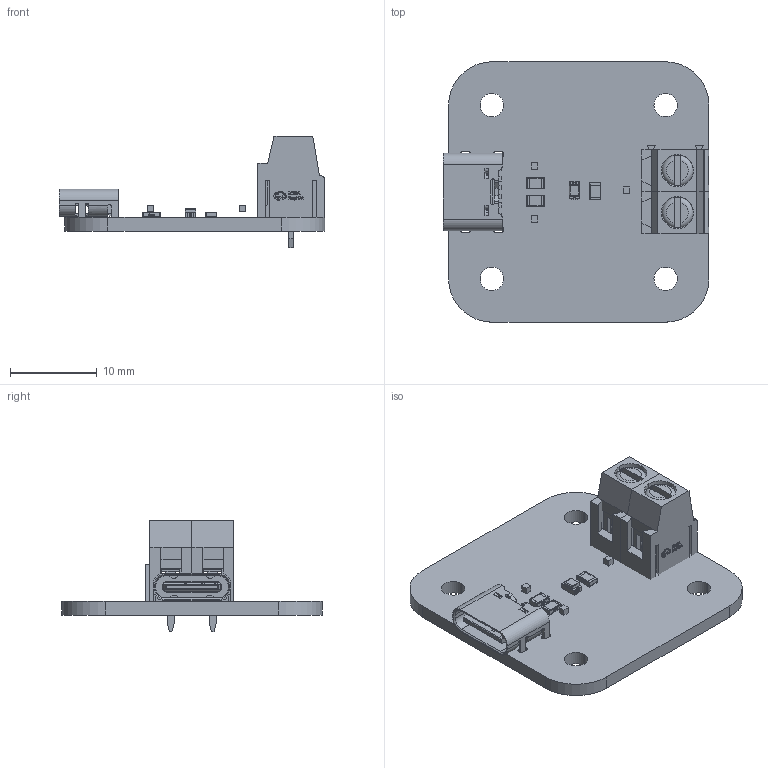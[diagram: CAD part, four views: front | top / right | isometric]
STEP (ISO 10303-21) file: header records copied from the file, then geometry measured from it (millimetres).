
FILE_DESCRIPTION(('Designed by EasyEDA Pro'),'2;1');
FILE_NAME('Open CASCADE Shape Model','2025-03-15T19:34:07',('Author'),( 'Open CASCADE'),'Open CASCADE STEP processor 7.8','Open CASCADE 7.8' ,'Unknown');
FILE_SCHEMA(('AUTOMOTIVE_DESIGN { 1 0 10303 214 1 1 1 1 }'));
Length unit declared in the file: millimetre
Products named in the file (20): EasyEDA PCB Model~PCB1~XHUD; Board~XHUD; TopTrack~XHUD; BottomTrack~XHUD; Top FPC Stiffener~XHUD; Bot FPC Stiffener~XHUD; C1~C0805~C0805_L2.0-W1.3-H1.3~XHUD; C0805~C0805_L2.0-W1.3-H1.3~XHUD; C2~C0805~C0805_L2.0-W1.3-H1.3~XHUD; C3~C0805~C0805_L2.0-W1.3-H1.3~XHUD; R2~R0805~R0805_L2.0-W1.3-H0.6~XHUD; R0805~R0805_L2.0-W1.3-H0.6~XHUD; R3~R0805~R0805_L2.0-W1.3-H0.6~XHUD; R1~R0805~R0805_L2.0-W1.3-H0.6~XHUD; LED1~LED0805-R-RD~LED0805-RD~XHUD; LED0805-R-RD~LED0805-RD~XHUD; J1~TYPE-C-SMD_TYPE-C-6P_5~TYPE-C-SMD_TYPE-C-6P_5~XHUD; TYPE-C-SMD_TYPE-C-6P_5~TYPE-C-SMD_TYPE-C-6P_5~XHUD; J2~CONN-TH_2P-P5.08_1729128~CONN-TH_2P-P5.08_1729128~XHUD; CONN-TH_2P-P5.08_1729128~CONN-TH_2P-P5.08_1729128~XHUD
Assembly tree (23 placements, depth 3):
  EasyEDA PCB Model~PCB1~XHUD
    Board~XHUD
    TopTrack~XHUD
    BottomTrack~XHUD
    Top FPC Stiffener~XHUD
    Bot FPC Stiffener~XHUD
    C1~C0805~C0805_L2.0-W1.3-H1.3~XHUD
      C0805~C0805_L2.0-W1.3-H1.3~XHUD
    C2~C0805~C0805_L2.0-W1.3-H1.3~XHUD
      C0805~C0805_L2.0-W1.3-H1.3~XHUD
    C3~C0805~C0805_L2.0-W1.3-H1.3~XHUD
      C0805~C0805_L2.0-W1.3-H1.3~XHUD
    R2~R0805~R0805_L2.0-W1.3-H0.6~XHUD
      R0805~R0805_L2.0-W1.3-H0.6~XHUD
    R3~R0805~R0805_L2.0-W1.3-H0.6~XHUD
      R0805~R0805_L2.0-W1.3-H0.6~XHUD
    R1~R0805~R0805_L2.0-W1.3-H0.6~XHUD
      R0805~R0805_L2.0-W1.3-H0.6~XHUD
    LED1~LED0805-R-RD~LED0805-RD~XHUD
      LED0805-R-RD~LED0805-RD~XHUD
    J1~TYPE-C-SMD_TYPE-C-6P_5~TYPE-C-SMD_TYPE-C-6P_5~XHUD
      TYPE-C-SMD_TYPE-C-6P_5~TYPE-C-SMD_TYPE-C-6P_5~XHUD
    J2~CONN-TH_2P-P5.08_1729128~CONN-TH_2P-P5.08_1729128~XHUD
      CONN-TH_2P-P5.08_1729128~CONN-TH_2P-P5.08_1729128~XHUD
Bounding box: 30.62 x 29.97 x 12.85 mm (x, y, z)
Volume: 1887.4 mm3; surface area: 3830.6 mm2
Topology: 50 solids, 52 shells, 2613 faces, 6980 edges, 4562 vertices
Faces by surface type: plane 1696, bspline 638, cylinder 233, torus 24, cone 22
Full cylindrical faces by diameter (mm): 0.9 x1
Entity records: 69023 total; most frequent: CARTESIAN_POINT 19617, ORIENTED_EDGE 10974, DIRECTION 8255, EDGE_CURVE 5487, LINE 4005, VECTOR 4005, VERTEX_POINT 3574, FACE_BOUND 2197
